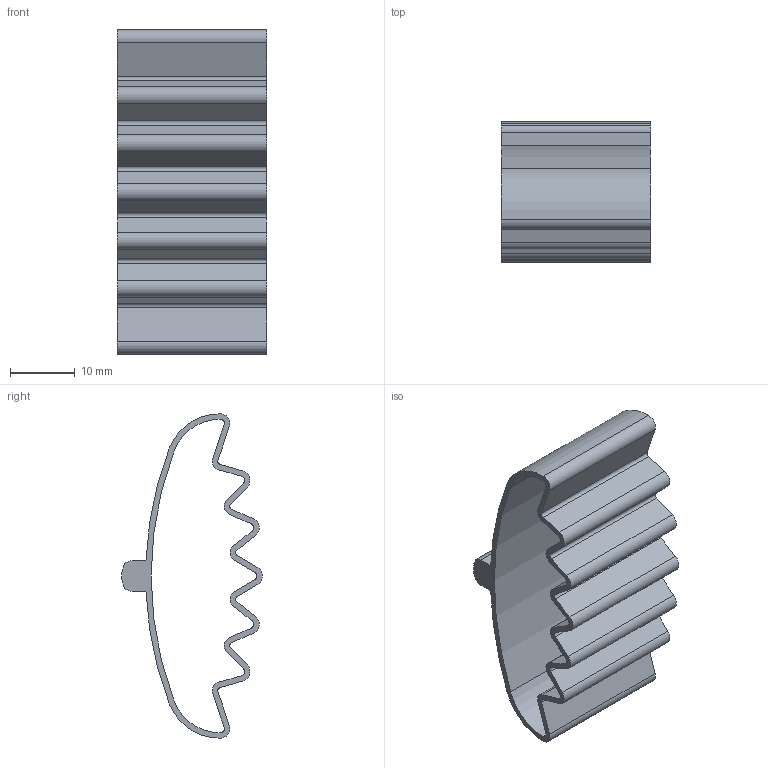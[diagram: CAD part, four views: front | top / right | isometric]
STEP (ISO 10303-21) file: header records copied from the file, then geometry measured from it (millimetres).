
FILE_DESCRIPTION(('SolidDesigner STEP Export'),'2;1');
FILE_NAME('0808053_PATG_8_23-select.stp','2015-07-08T15:45:04',(''),(''),'Creo Elements/Direct Modeling STEP processor for AP214 (Solid Model)','Creo Elements/Direct Modeling 18.1B 29-Sep-2012 (C) Parametric Technology GmbH','');
FILE_SCHEMA(('AUTOMOTIVE_DESIGN { 1 0 10303 214 1 1 1 1 }'));
Length unit declared in the file: millimetre
Products named in the file (2): 0808053_PATG_8_23-select
Assembly tree (1 placements, depth 2):
  0808053_PATG_8_23-select
    0808053_PATG_8_23-select
Bounding box: 23 x 21.7 x 50 mm (x, y, z)
Volume: 2948.6 mm3; surface area: 6462.4 mm2
Topology: 1 solids, 1 shells, 68 faces, 198 edges, 132 vertices
Faces by surface type: cylinder 40, plane 28
Entity records: 2875 total; most frequent: DIRECTION 418, CARTESIAN_POINT 400, ORIENTED_EDGE 396, EDGE_CURVE 198, AXIS2_PLACEMENT_3D 150, VERTEX_POINT 132, VECTOR 118, LINE 118
